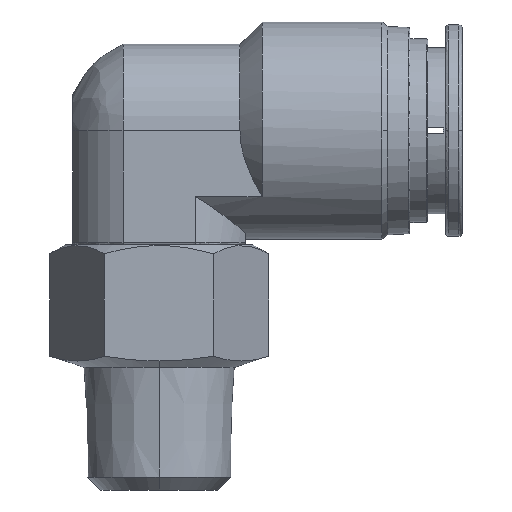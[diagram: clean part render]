
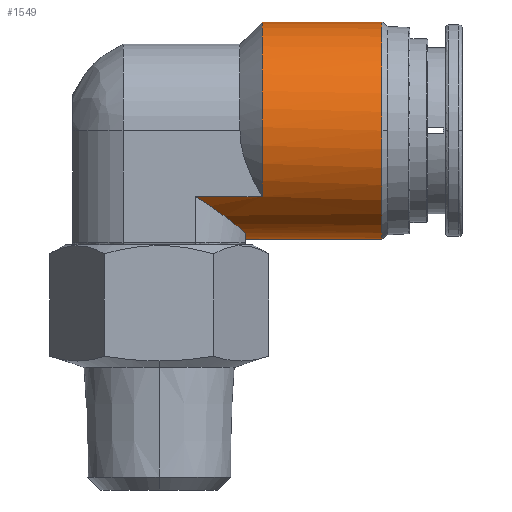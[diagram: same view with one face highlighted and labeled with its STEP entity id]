
A CAD part, left-side view. The second image highlights one B-rep face of the part: STEP entity #1549.
In plain terms, the highlighted cylindrical face has radius 9.75 mm (diameter 19.5 mm), a partial arc.
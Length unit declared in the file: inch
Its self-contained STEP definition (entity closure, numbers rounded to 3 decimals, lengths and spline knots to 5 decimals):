
#61 = CARTESIAN_POINT ( 'NONE',  ( 0., 0.15748, 0.43307 ) ) ;
#92 = LINE ( 'NONE', #2063, #1793 ) ;
#138 = ORIENTED_EDGE ( 'NONE', *, *, #1843, .T. ) ;
#170 = CARTESIAN_POINT ( 'NONE',  ( -0.12756, -0.30512, -0.31283 ) ) ;
#213 = CARTESIAN_POINT ( 'NONE',  ( -0.12756, -0.30512, -0.31283 ) ) ;
#393 = CARTESIAN_POINT ( 'NONE',  ( 0., -0.30512, 0.04921 ) ) ;
#514 = DIRECTION ( 'NONE',  ( 0., -1., 0. ) ) ;
#624 = EDGE_LOOP ( 'NONE', ( #4475, #2434, #2482, #3019, #1633, #138, #733, #3041 ) ) ;
#666 = CIRCLE ( 'NONE', #3329, 0.38386 ) ;
#733 = ORIENTED_EDGE ( 'NONE', *, *, #3078, .T. ) ;
#765 = DIRECTION ( 'NONE',  ( 0., -1., 0. ) ) ;
#851 = CARTESIAN_POINT ( 'NONE',  ( 0., -0.30512, -0.33465 ) ) ;
#869 = VERTEX_POINT ( 'NONE', #4050 ) ;
#922 = CARTESIAN_POINT ( 'NONE',  ( -0.22093, -0.247, -0.26526 ) ) ;
#939 = CARTESIAN_POINT ( 'NONE',  ( -0.29677, -0.14753, -0.19464 ) ) ;
#973 = AXIS2_PLACEMENT_3D ( 'NONE', #4270, #4636, #1792 ) ;
#1024 = CARTESIAN_POINT ( 'NONE',  ( 0., -0.7874, -0.33465 ) ) ;
#1047 = DIRECTION ( 'NONE',  ( 0., 0., -1. ) ) ;
#1252 = CARTESIAN_POINT ( 'NONE',  ( 0., -0.7874, 0.43307 ) ) ;
#1293 = CARTESIAN_POINT ( 'NONE',  ( -0.16825, -0.28493, -0.29598 ) ) ;
#1450 = EDGE_CURVE ( 'NONE', #2807, #869, #92, .T. ) ;
#1504 = DIRECTION ( 'NONE',  ( 0., 0., -1. ) ) ;
#1511 = AXIS2_PLACEMENT_3D ( 'NONE', #1729, #4629, #1047 ) ;
#1549 = ADVANCED_FACE ( 'NONE', ( #2634 ), #4185, .T. ) ;
#1633 = ORIENTED_EDGE ( 'NONE', *, *, #4497, .T. ) ;
#1669 = DIRECTION ( 'NONE',  ( 0., 1., 0. ) ) ;
#1682 = CARTESIAN_POINT ( 'NONE',  ( -0.2046, -0.26073, -0.27622 ) ) ;
#1719 = DIRECTION ( 'NONE',  ( 0., 1., 0. ) ) ;
#1729 = CARTESIAN_POINT ( 'NONE',  ( 0., 0.15748, 0.04921 ) ) ;
#1788 = EDGE_CURVE ( 'NONE', #869, #3755, #3210, .T. ) ;
#1792 = DIRECTION ( 'NONE',  ( 0., 0., -1. ) ) ;
#1793 = VECTOR ( 'NONE', #1669, 39.37008 ) ;
#1843 = EDGE_CURVE ( 'NONE', #2369, #2052, #3312, .T. ) ;
#1861 = VECTOR ( 'NONE', #4351, 39.37008 ) ;
#1971 = LINE ( 'NONE', #61, #1861 ) ;
#2052 = VERTEX_POINT ( 'NONE', #1024 ) ;
#2063 = CARTESIAN_POINT ( 'NONE',  ( -0.30512, 0.15748, -0.1837 ) ) ;
#2069 = DIRECTION ( 'NONE',  ( 0., 0., -1. ) ) ;
#2091 = VERTEX_POINT ( 'NONE', #4545 ) ;
#2350 = AXIS2_PLACEMENT_3D ( 'NONE', #393, #765, #1504 ) ;
#2369 = VERTEX_POINT ( 'NONE', #851 ) ;
#2373 = CARTESIAN_POINT ( 'NONE',  ( -0.28683, -0.16591, -0.20642 ) ) ;
#2434 = ORIENTED_EDGE ( 'NONE', *, *, #4454, .T. ) ;
#2482 = ORIENTED_EDGE ( 'NONE', *, *, #1450, .T. ) ;
#2503 = EDGE_CURVE ( 'NONE', #2091, #3803, #3930, .T. ) ;
#2634 = FACE_OUTER_BOUND ( 'NONE', #624, .T. ) ;
#2697 = CARTESIAN_POINT ( 'NONE',  ( 0., 0.15748, -0.33465 ) ) ;
#2746 = CARTESIAN_POINT ( 'NONE',  ( -0.25074, -0.21668, -0.24205 ) ) ;
#2787 = CARTESIAN_POINT ( 'NONE',  ( 0., -0.7874, 0.04921 ) ) ;
#2807 = VERTEX_POINT ( 'NONE', #2944 ) ;
#2944 = CARTESIAN_POINT ( 'NONE',  ( -0.30512, -0.36417, -0.1837 ) ) ;
#2947 = EDGE_CURVE ( 'NONE', #4395, #3803, #1971, .T. ) ;
#3019 = ORIENTED_EDGE ( 'NONE', *, *, #1788, .T. ) ;
#3041 = ORIENTED_EDGE ( 'NONE', *, *, #2503, .T. ) ;
#3078 = EDGE_CURVE ( 'NONE', #2052, #2091, #666, .T. ) ;
#3089 = VECTOR ( 'NONE', #514, 39.37008 ) ;
#3123 = CIRCLE ( 'NONE', #2350, 0.38386 ) ;
#3210 = B_SPLINE_CURVE_WITH_KNOTS ( 'NONE', 3,
 ( #4508, #939, #2373, #3443, #2746, #922, #1682, #3427, #1293, #4146, #3783, #213 ),
 .UNSPECIFIED., .F., .F.,
 ( 4, 2, 2, 2, 2, 4 ),
 ( 0., 0.00182, 0.00364, 0.00546, 0.00637, 0.00729 ),
 .UNSPECIFIED. ) ;
#3312 = LINE ( 'NONE', #2697, #3089 ) ;
#3329 = AXIS2_PLACEMENT_3D ( 'NONE', #3914, #3564, #4290 ) ;
#3427 = CARTESIAN_POINT ( 'NONE',  ( -0.17765, -0.27916, -0.29122 ) ) ;
#3443 = CARTESIAN_POINT ( 'NONE',  ( -0.26383, -0.20048, -0.2301 ) ) ;
#3564 = DIRECTION ( 'NONE',  ( 0., 1., 0. ) ) ;
#3755 = VERTEX_POINT ( 'NONE', #170 ) ;
#3783 = CARTESIAN_POINT ( 'NONE',  ( -0.13822, -0.30066, -0.30908 ) ) ;
#3803 = VERTEX_POINT ( 'NONE', #1252 ) ;
#3883 = AXIS2_PLACEMENT_3D ( 'NONE', #2787, #1719, #2069 ) ;
#3914 = CARTESIAN_POINT ( 'NONE',  ( 0., -0.7874, 0.04921 ) ) ;
#3930 = CIRCLE ( 'NONE', #3883, 0.38386 ) ;
#4050 = CARTESIAN_POINT ( 'NONE',  ( -0.30512, -0.12756, -0.1837 ) ) ;
#4146 = CARTESIAN_POINT ( 'NONE',  ( -0.14853, -0.29569, -0.30491 ) ) ;
#4185 = CYLINDRICAL_SURFACE ( 'NONE', #1511, 0.38386 ) ;
#4270 = CARTESIAN_POINT ( 'NONE',  ( 0., -0.36417, 0.04921 ) ) ;
#4290 = DIRECTION ( 'NONE',  ( 0., 0., -1. ) ) ;
#4298 = CARTESIAN_POINT ( 'NONE',  ( 0., -0.36417, 0.43307 ) ) ;
#4306 = CIRCLE ( 'NONE', #973, 0.38386 ) ;
#4351 = DIRECTION ( 'NONE',  ( 0., -1., 0. ) ) ;
#4395 = VERTEX_POINT ( 'NONE', #4298 ) ;
#4454 = EDGE_CURVE ( 'NONE', #4395, #2807, #4306, .T. ) ;
#4475 = ORIENTED_EDGE ( 'NONE', *, *, #2947, .F. ) ;
#4497 = EDGE_CURVE ( 'NONE', #3755, #2369, #3123, .T. ) ;
#4508 = CARTESIAN_POINT ( 'NONE',  ( -0.30512, -0.12756, -0.1837 ) ) ;
#4545 = CARTESIAN_POINT ( 'NONE',  ( -0.38386, -0.7874, 0.04921 ) ) ;
#4629 = DIRECTION ( 'NONE',  ( 0., -1., 0. ) ) ;
#4636 = DIRECTION ( 'NONE',  ( 0., -1., 0. ) ) ;
